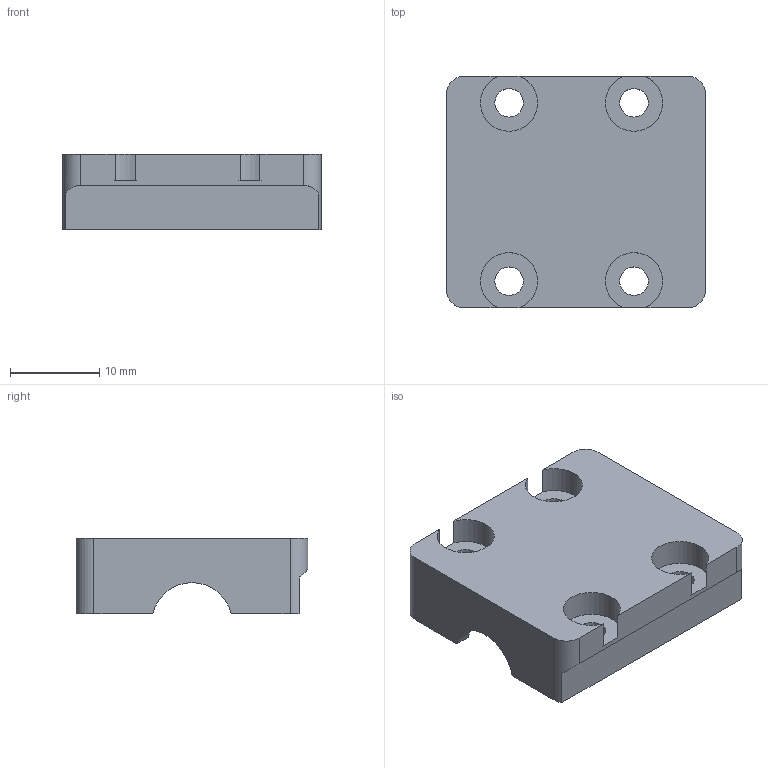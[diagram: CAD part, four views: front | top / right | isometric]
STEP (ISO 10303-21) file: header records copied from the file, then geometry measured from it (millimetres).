
FILE_DESCRIPTION(('FreeCAD Model'),'2;1');
FILE_NAME('X-lock-Roulement_B.step','2015-10-03T18:45:02',('Author'),(''), 'Open CASCADE STEP processor 6.8','FreeCAD','Unknown');
FILE_SCHEMA(('AUTOMOTIVE_DESIGN_CC2 { 1 2 10303 214 -1 1 5 4 }'));
Length unit declared in the file: millimetre
Products named in the file (1): Cut001
Bounding box: 29 x 26 x 8.5 mm (x, y, z)
Volume: 3787.3 mm3; surface area: 2982 mm2
Topology: 1 solids, 1 shells, 32 faces, 96 edges, 66 vertices
Faces by surface type: cylinder 17, plane 15
Full cylindrical faces by diameter (mm): 3.2 x4
Entity records: 2946 total; most frequent: CARTESIAN_POINT 1113, DIRECTION 315, ORIENTED_EDGE 192, PCURVE 192, DEFINITIONAL_REPRESENTATION 192, LINE 138, VECTOR 138, EDGE_CURVE 96
